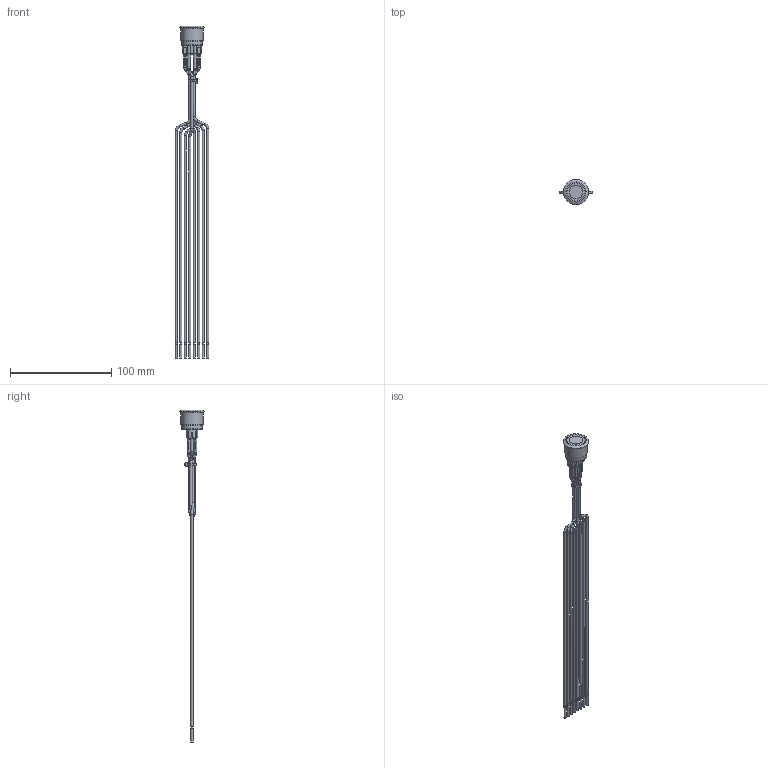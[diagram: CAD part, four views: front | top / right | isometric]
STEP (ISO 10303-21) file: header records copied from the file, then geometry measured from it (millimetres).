
FILE_DESCRIPTION(/* description */ ('','CAx-IF Rec.Pracs.---Representation and Presentation of Product Manufacturing Information (PMI)---4.0---2014-10-13'),/* implementation_level */ '2;1');
FILE_NAME(/* name */ 'PV7FWY0xx-3Rx.stp',/* time_stamp */ '2019-06-12T08:35:39-05:00',/* author */ ('mroman'),/* organization */ (''),/* preprocessor_version */ 'ST-DEVELOPER v17',/* originating_system */ 'Autodesk Inventor 2018',/* authorisation */ '');
FILE_SCHEMA (('AP242_MANAGED_MODEL_BASED_3D_ENGINEERING_MIM_LF { 1 0 10303 442 1 1 4 }'));
Length unit declared in the file: millimetre
Products named in the file (1): PV7FWY0xx-3Rx
Bounding box: 33 x 25 x 327.5 mm (x, y, z)
Volume: 17644.4 mm3; surface area: 20709.1 mm2
Topology: 1 solids, 4 shells, 545 faces, 1512 edges, 964 vertices
Faces by surface type: plane 318, cylinder 140, torus 65, cone 10, sphere 8, bspline 4
Full cylindrical faces by diameter (mm): 1.5 x8, 2 x4, 2.2 x34, 2.4 x8, 13.5 x2, 20.6 x1, 20.7 x1, 21.8 x1, 25 x1
Entity records: 21050 total; most frequent: CARTESIAN_POINT 6559, DIRECTION 3083, ORIENTED_EDGE 3038, EDGE_CURVE 1519, AXIS2_PLACEMENT_3D 1085, VERTEX_POINT 964, LINE 921, VECTOR 921
